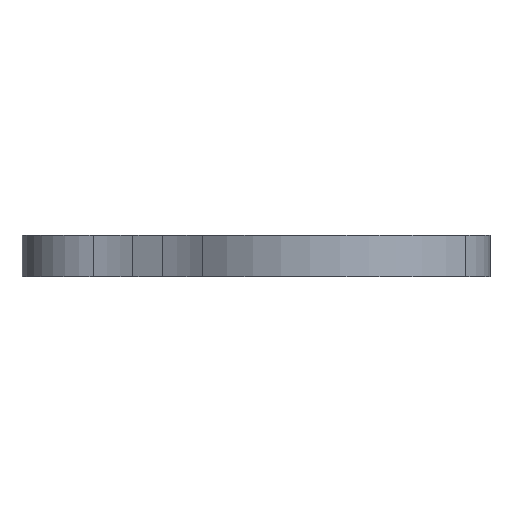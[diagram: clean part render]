
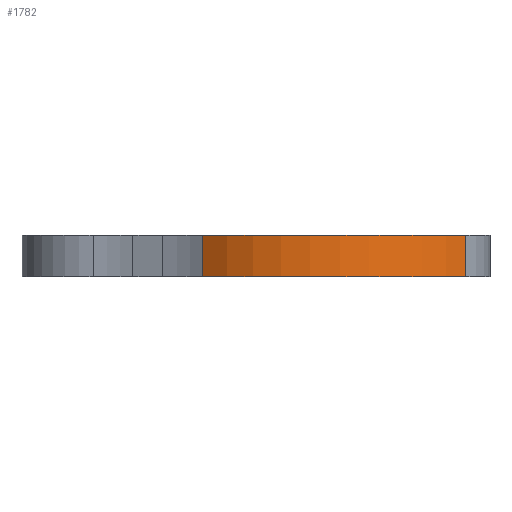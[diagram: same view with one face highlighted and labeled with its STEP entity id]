
A CAD part, front view. The second image highlights one B-rep face of the part: STEP entity #1782.
In plain terms, the highlighted cylindrical face has radius 10.77 mm (diameter 21.54 mm), a partial arc.
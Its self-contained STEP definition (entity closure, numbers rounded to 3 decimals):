
#120=FACE_OUTER_BOUND('',#220,.T.);
#220=EDGE_LOOP('',(#1280,#1281,#1282,#1283));
#358=LINE('',#2771,#534);
#360=LINE('',#2779,#536);
#534=VECTOR('',#2193,10.);
#536=VECTOR('',#2201,10.);
#687=CIRCLE('',#1926,10.77);
#688=CIRCLE('',#1927,10.77);
#802=VERTEX_POINT('',#2768);
#803=VERTEX_POINT('',#2770);
#805=VERTEX_POINT('',#2776);
#806=VERTEX_POINT('',#2778);
#986=EDGE_CURVE('',#802,#803,#358,.T.);
#989=EDGE_CURVE('',#805,#802,#687,.T.);
#990=EDGE_CURVE('',#806,#805,#360,.T.);
#991=EDGE_CURVE('',#806,#803,#688,.T.);
#1280=ORIENTED_EDGE('',*,*,#986,.F.);
#1281=ORIENTED_EDGE('',*,*,#989,.F.);
#1282=ORIENTED_EDGE('',*,*,#990,.F.);
#1283=ORIENTED_EDGE('',*,*,#991,.T.);
#1738=CYLINDRICAL_SURFACE('',#1925,10.77);
#1782=ADVANCED_FACE('',(#120),#1738,.T.);
#1925=AXIS2_PLACEMENT_3D('',#2775,#2197,#2198);
#1926=AXIS2_PLACEMENT_3D('',#2777,#2199,#2200);
#1927=AXIS2_PLACEMENT_3D('',#2780,#2202,#2203);
#2193=DIRECTION('',(0.,0.,1.));
#2197=DIRECTION('center_axis',(0.,0.,1.));
#2198=DIRECTION('ref_axis',(-1.,0.,0.));
#2199=DIRECTION('center_axis',(0.,0.,-1.));
#2200=DIRECTION('ref_axis',(-1.,0.,0.));
#2201=DIRECTION('',(0.,0.,-1.));
#2202=DIRECTION('center_axis',(0.,0.,-1.));
#2203=DIRECTION('ref_axis',(-1.,0.,0.));
#2768=CARTESIAN_POINT('',(-18.64,51.844,0.));
#2770=CARTESIAN_POINT('',(-18.64,51.844,2.4));
#2771=CARTESIAN_POINT('',(-18.64,51.844,0.));
#2775=CARTESIAN_POINT('Origin',(-11.774,60.141,0.));
#2776=CARTESIAN_POINT('',(-3.396,53.373,0.));
#2777=CARTESIAN_POINT('Origin',(-11.774,60.141,0.));
#2778=CARTESIAN_POINT('',(-3.396,53.373,2.4));
#2779=CARTESIAN_POINT('',(-3.396,53.373,0.));
#2780=CARTESIAN_POINT('Origin',(-11.774,60.141,2.4));
